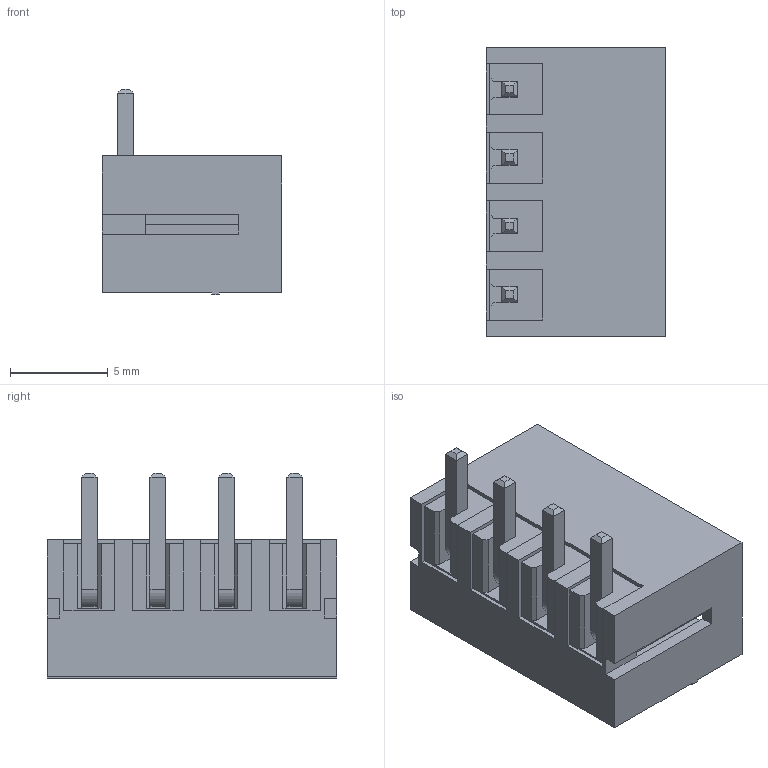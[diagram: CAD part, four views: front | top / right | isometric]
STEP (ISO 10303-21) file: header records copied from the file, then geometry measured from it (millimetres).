
FILE_DESCRIPTION (( 'STEP AP214' ), '1' );
FILE_NAME ('F4E1F3E0-B213-41A5-9FB6-834C5D861A99.STEP', '2025-07-10T09:59:41', ( '' ), ( '' ), 'SwSTEP 2.0', 'SolidWorks 2022', '' );
FILE_SCHEMA (( 'AUTOMOTIVE_DESIGN' ));
Length unit declared in the file: millimetre
Products named in the file (1): F4E1F3E0-B213-41A5-9FB6-834C5D861A99
Bounding box: 9.2 x 14.8 x 10.5 mm (x, y, z)
Volume: 508 mm3; surface area: 1331.5 mm2
Topology: 1 solids, 1 shells, 202 faces, 544 edges, 348 vertices
Faces by surface type: plane 194, cylinder 8
Entity records: 8416 total; most frequent: CARTESIAN_POINT 1095, ORIENTED_EDGE 1088, DIRECTION 966, EDGE_CURVE 544, LINE 528, VECTOR 528, VERTEX_POINT 348, AXIS2_PLACEMENT_3D 219
